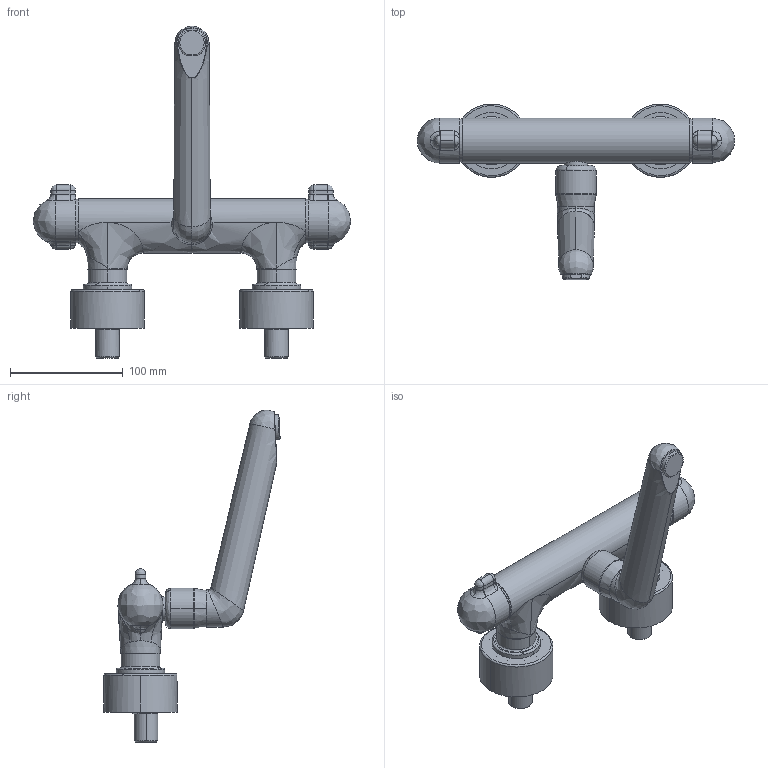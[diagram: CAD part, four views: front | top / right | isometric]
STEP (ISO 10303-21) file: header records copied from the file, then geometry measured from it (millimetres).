
FILE_DESCRIPTION (( 'STEP AP203' ), '1' );
FILE_NAME ('08302201.STEP', '2018-03-02T08:44:02', ( '' ), ( '' ), 'SwSTEP 2.0', 'SolidWorks 2016', '' );
FILE_SCHEMA (( 'CONFIG_CONTROL_DESIGN' ));
Length unit declared in the file: millimetre
Products named in the file (1): 08302201
Bounding box: 281.99 x 156.46 x 294.73 mm (x, y, z)
Volume: 841843.9 mm3; surface area: 116439.5 mm2
Topology: 1 solids, 1 shells, 215 faces, 511 edges, 303 vertices
Faces by surface type: bspline 90, cylinder 63, plane 42, cone 20
Entity records: 12760 total; most frequent: CARTESIAN_POINT 8357, ORIENTED_EDGE 986, DIRECTION 762, EDGE_CURVE 493, AXIS2_PLACEMENT_3D 316, VERTEX_POINT 303, EDGE_LOOP 238, FACE_OUTER_BOUND 215
